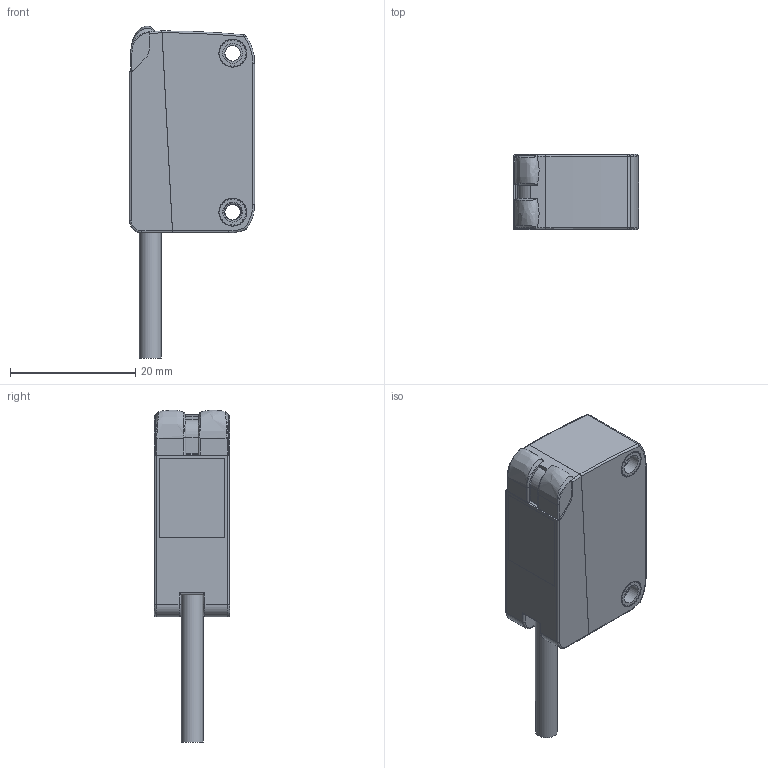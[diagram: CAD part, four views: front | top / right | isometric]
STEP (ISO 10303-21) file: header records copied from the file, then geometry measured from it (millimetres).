
FILE_DESCRIPTION(/* description */ (''),/* implementation_level */ '2;1');
FILE_NAME(/* name */ 'H31-TTX-XXXXX-2M.step',/* time_stamp */ '2026-04-01T16:29:32-04:00',/* author */ (''),/* organization */ (''),/* preprocessor_version */ 'ST-DEVELOPER v20.1',/* originating_system */ 'Autodesk Translation Framework v14.24.0.0',/* authorisation */ '');
FILE_SCHEMA (('AUTOMOTIVE_DESIGN { 1 0 10303 214 3 1 1 }'));
Length unit declared in the file: millimetre
Products named in the file (1): _model23
Bounding box: 20 x 12 x 53.06 mm (x, y, z)
Volume: 7526.7 mm3; surface area: 5575.7 mm2
Topology: 7 solids, 7 shells, 421 faces, 1175 edges, 775 vertices
Faces by surface type: cylinder 310, plane 71, bspline 22, torus 16, sphere 2
Full cylindrical faces by diameter (mm): 2.5 x32, 3 x31, 3.15 x4, 3.5 x2
Entity records: 36502 total; most frequent: CARTESIAN_POINT 25603, ORIENTED_EDGE 2350, DIRECTION 2274, EDGE_CURVE 1175, AXIS2_PLACEMENT_3D 918, VERTEX_POINT 775, CIRCLE 495, LINE 438
